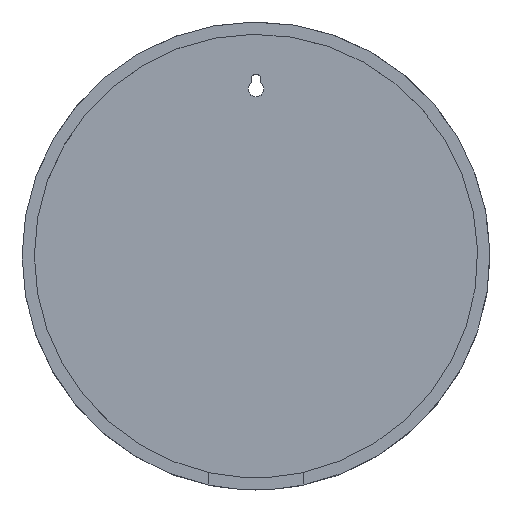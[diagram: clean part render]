
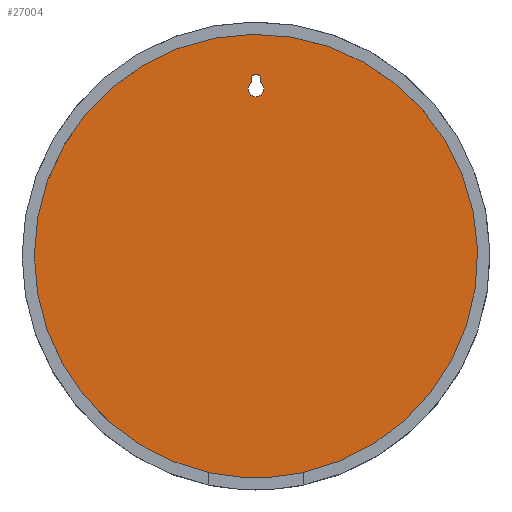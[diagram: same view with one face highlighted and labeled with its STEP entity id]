
A CAD part, top view. The second image highlights one B-rep face of the part: STEP entity #27004.
In plain terms, the highlighted planar face has unit normal (0, 0, 1).
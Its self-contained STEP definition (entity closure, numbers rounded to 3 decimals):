
#17=CIRCLE('',#27553,3.194);
#19=CIRCLE('',#27556,95.);
#20=CIRCLE('',#27557,2.);
#59=FACE_BOUND('',#5779,.T.);
#4309=FACE_OUTER_BOUND('',#5778,.T.);
#5778=EDGE_LOOP('',(#23832));
#5779=EDGE_LOOP('',(#23833,#23834));
#12926=VERTEX_POINT('',#54485);
#12927=VERTEX_POINT('',#54486);
#12930=VERTEX_POINT('',#54494);
#16949=EDGE_CURVE('',#12926,#12927,#17,.T.);
#16953=EDGE_CURVE('',#12930,#12930,#19,.T.);
#16954=EDGE_CURVE('',#12927,#12926,#20,.T.);
#23832=ORIENTED_EDGE('',*,*,#16953,.T.);
#23833=ORIENTED_EDGE('',*,*,#16949,.T.);
#23834=ORIENTED_EDGE('',*,*,#16954,.T.);
#25562=PLANE('',#27555);
#27004=ADVANCED_FACE('',(#4309,#59),#25562,.T.);
#27553=AXIS2_PLACEMENT_3D('',#54487,#30807,#30808);
#27555=AXIS2_PLACEMENT_3D('',#54493,#30813,#30814);
#27556=AXIS2_PLACEMENT_3D('',#54495,#30815,#30816);
#27557=AXIS2_PLACEMENT_3D('',#54496,#30817,#30818);
#30807=DIRECTION('center_axis',(0.,0.,-1.));
#30808=DIRECTION('ref_axis',(1.,0.,0.));
#30813=DIRECTION('center_axis',(0.,0.,1.));
#30814=DIRECTION('ref_axis',(1.,0.,0.));
#30815=DIRECTION('center_axis',(0.,0.,1.));
#30816=DIRECTION('ref_axis',(1.,0.,0.));
#30817=DIRECTION('center_axis',(0.,0.,-1.));
#30818=DIRECTION('ref_axis',(1.,0.,0.));
#54485=CARTESIAN_POINT('',(1.645,70.584,2.));
#54486=CARTESIAN_POINT('',(-1.645,70.584,2.));
#54487=CARTESIAN_POINT('Origin',(0.,67.846,2.));
#54493=CARTESIAN_POINT('Origin',(0.,0.,2.));
#54494=CARTESIAN_POINT('',(-95.,0.,2.));
#54495=CARTESIAN_POINT('Origin',(0.,0.,2.));
#54496=CARTESIAN_POINT('Origin',(0.,71.722,2.));
